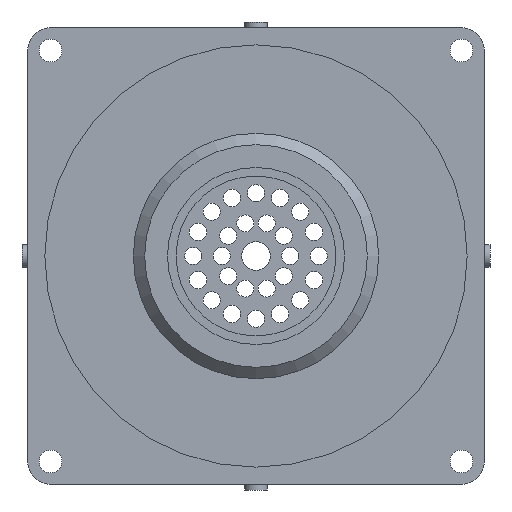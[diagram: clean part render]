
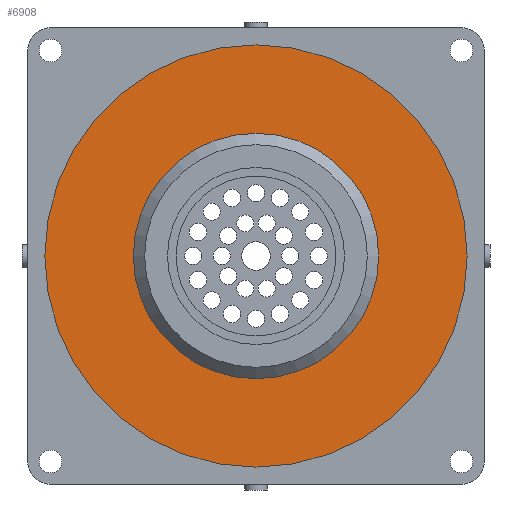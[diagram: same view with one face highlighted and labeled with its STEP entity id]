
A CAD part, front view. The second image highlights one B-rep face of the part: STEP entity #6908.
In plain terms, the highlighted planar face has unit normal (0, -1, 0).
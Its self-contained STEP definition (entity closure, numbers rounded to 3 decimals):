
#224=FACE_BOUND('',#1066,.T.);
#465=PLANE('',#7414);
#636=FACE_OUTER_BOUND('',#1065,.T.);
#1065=EDGE_LOOP('',(#4804));
#1066=EDGE_LOOP('',(#4805));
#2725=CIRCLE('',#7413,21.5);
#2726=CIRCLE('',#7415,37.);
#3140=VERTEX_POINT('',#10488);
#3141=VERTEX_POINT('',#10492);
#3782=EDGE_CURVE('',#3140,#3140,#2725,.T.);
#3783=EDGE_CURVE('',#3141,#3141,#2726,.T.);
#4804=ORIENTED_EDGE('',*,*,#3783,.T.);
#4805=ORIENTED_EDGE('',*,*,#3782,.F.);
#6908=ADVANCED_FACE('',(#636,#224),#465,.T.);
#7413=AXIS2_PLACEMENT_3D('',#10490,#8316,#8317);
#7414=AXIS2_PLACEMENT_3D('',#10491,#8318,#8319);
#7415=AXIS2_PLACEMENT_3D('',#10493,#8320,#8321);
#8316=DIRECTION('center_axis',(0.,-1.,0.));
#8317=DIRECTION('ref_axis',(1.,0.,0.));
#8318=DIRECTION('center_axis',(0.,-1.,0.));
#8319=DIRECTION('ref_axis',(1.,0.,0.));
#8320=DIRECTION('center_axis',(0.,-1.,0.));
#8321=DIRECTION('ref_axis',(1.,0.,0.));
#10488=CARTESIAN_POINT('',(-21.5,-3.,0.));
#10490=CARTESIAN_POINT('Origin',(0.,-3.,0.));
#10491=CARTESIAN_POINT('Origin',(0.,-3.,0.));
#10492=CARTESIAN_POINT('',(-37.,-3.,0.));
#10493=CARTESIAN_POINT('Origin',(0.,-3.,0.));
